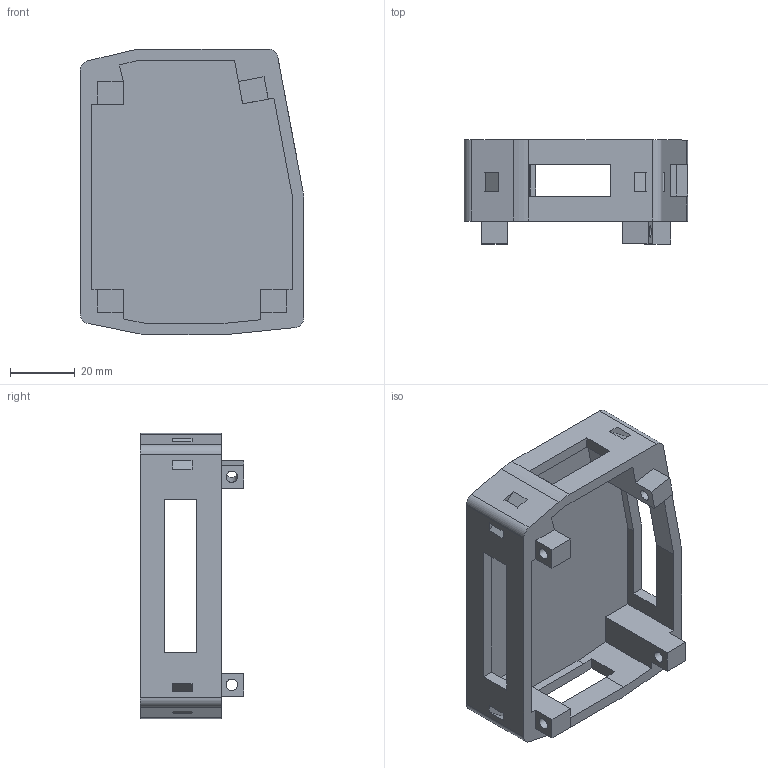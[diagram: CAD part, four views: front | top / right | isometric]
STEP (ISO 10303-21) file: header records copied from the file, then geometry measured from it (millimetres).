
FILE_DESCRIPTION(/* description */ (''),/* implementation_level */ '2;1');
FILE_NAME(/* name */ 'blannk_hat_20mm.stp',/* time_stamp */ '2025-08-05T11:42:10-04:00',/* author */ ('Kenny'),/* organization */ (''),/* preprocessor_version */ 'ST-DEVELOPER v20',/* originating_system */ 'Autodesk Inventor 2025',/* authorisation */ '');
FILE_SCHEMA (('AUTOMOTIVE_DESIGN { 1 0 10303 214 3 1 1 }'));
Length unit declared in the file: millimetre
Products named in the file (1): top_xarm
Bounding box: 68.8 x 32 x 88 mm (x, y, z)
Volume: 51915.7 mm3; surface area: 24360.9 mm2
Topology: 1 solids, 1 shells, 86 faces, 260 edges, 173 vertices
Faces by surface type: plane 72, cylinder 14
Full cylindrical faces by diameter (mm): 3.5 x4
Entity records: 3070 total; most frequent: ORIENTED_EDGE 520, CARTESIAN_POINT 520, DIRECTION 462, EDGE_CURVE 260, LINE 232, VECTOR 232, VERTEX_POINT 173, AXIS2_PLACEMENT_3D 115
